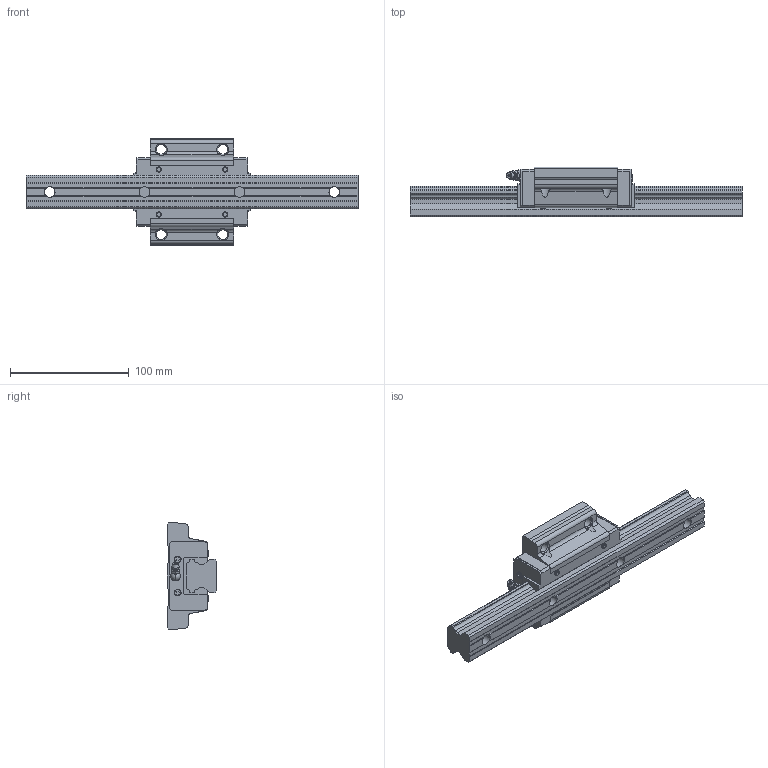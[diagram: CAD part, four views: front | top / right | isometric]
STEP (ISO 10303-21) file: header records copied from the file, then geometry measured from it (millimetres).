
FILE_DESCRIPTION( ( '' ), '1' );
FILE_NAME( 'HSR30 A 1 SS +280L( 20B-M6F091000).stp', '2015-10-08T14:53:37', ( '' ), ( '' ), ' ', ' ', ' ' );
FILE_SCHEMA( ( 'automotive_design' ) );
Length unit declared in the file: millimetre
Products named in the file (3): 1; 2; 3
Bounding box: 280 x 42 x 90 mm (x, y, z)
Volume: 344431.6 mm3; surface area: 67703 mm2
Topology: 3 solids, 3 shells, 338 faces, 929 edges, 602 vertices
Faces by surface type: plane 202, cylinder 70, cone 38, torus 22, sphere 6
Entity records: 21279 total; most frequent: CARTESIAN_POINT 2118, STYLED_ITEM 1864, PRESENTATION_STYLE_ASSIGNMENT 1864, DIRECTION 1864, COLOUR_RGB 1864, ORIENTED_EDGE 1842, EDGE_CURVE 921, CURVE_STYLE 921
